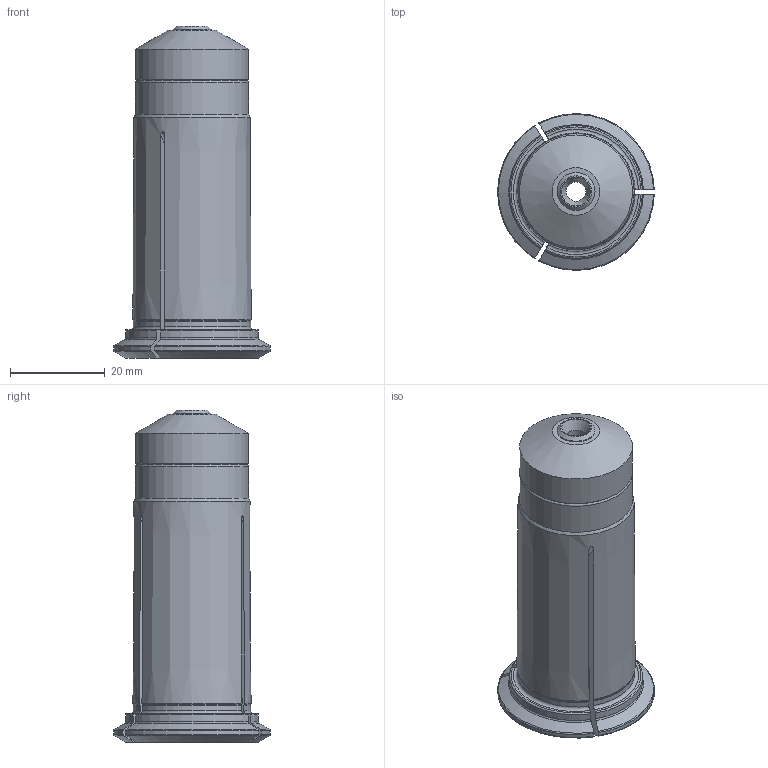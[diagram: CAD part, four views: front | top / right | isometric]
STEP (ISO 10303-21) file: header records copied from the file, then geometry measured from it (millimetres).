
FILE_DESCRIPTION(/* description */ (''),/* implementation_level */ '2;1');
FILE_NAME(/* name */ '842510001.stp',/* time_stamp */ '2023-02-27T15:45:53',/* author */ ('RJE'),/* organization */ ('REGO-FIX'),/* preprocessor_version */ ' Unknown',/* originating_system */ 'SIEMENS PLM Software Solid Edge ST10',/* authorization */ 'Unknown');
FILE_SCHEMA (('AUTOMOTIVE_DESIGN { 1 0 10303 214 2 1 1}'));
Length unit declared in the file: millimetre
Products named in the file (1): NOCUT
Bounding box: 32.99 x 33 x 69.9 mm (x, y, z)
Volume: 8955.5 mm3; surface area: 12380.5 mm2
Topology: 1 solids, 2 shells, 77 faces, 211 edges, 137 vertices
Faces by surface type: torus 26, cone 18, cylinder 17, plane 16
Full cylindrical faces by diameter (mm): 4.1 x1, 8 x1, 10 x1, 20.917 x1, 22.2 x1, 22.8 x1, 23.8 x2
Entity records: 2982 total; most frequent: CARTESIAN_POINT 701, ORIENTED_EDGE 374, DIRECTION 356, EDGE_CURVE 187, AXIS2_PLACEMENT_3D 160, VERTEX_POINT 133, EDGE_LOOP 106, FACE_BOUND 106
